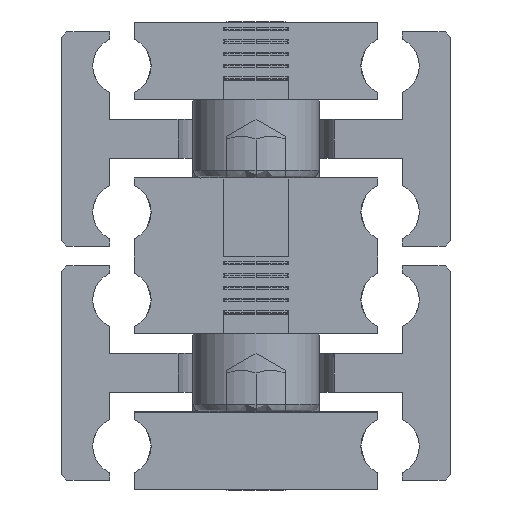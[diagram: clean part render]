
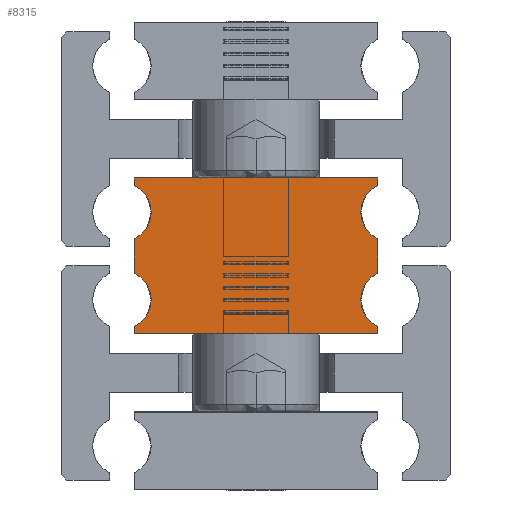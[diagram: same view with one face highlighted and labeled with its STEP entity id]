
A CAD part, front view. The second image highlights one B-rep face of the part: STEP entity #8315.
In plain terms, the highlighted planar face has unit normal (0, -1, 0).
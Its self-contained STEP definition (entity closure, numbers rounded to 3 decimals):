
#6158=CARTESIAN_POINT('',(-10.75,-575.0,0.));
#6159=VERTEX_POINT('',#6158);
#6168=CARTESIAN_POINT('',(-12.5,-575.0,2.727));
#6169=VERTEX_POINT('',#6168);
#6170=CARTESIAN_POINT('',(-13.75,-575.0,0.0));
#6171=DIRECTION('',(0.0,1.0,0.0));
#6172=DIRECTION('',(1.0,0.0,0.0));
#6173=AXIS2_PLACEMENT_3D('',#6170,#6171,#6172);
#6174=CIRCLE('',#6173,3.0);
#6175=EDGE_CURVE('',#6169,#6159,#6174,.T.);
#6307=CARTESIAN_POINT('',(12.5,-575.0,2.727));
#6308=VERTEX_POINT('',#6307);
#6315=CARTESIAN_POINT('',(10.75,-575.0,0.));
#6316=VERTEX_POINT('',#6315);
#6317=CARTESIAN_POINT('',(13.75,-575.0,0.0));
#6318=DIRECTION('',(0.0,1.0,0.0));
#6319=DIRECTION('',(1.0,0.0,0.0));
#6320=AXIS2_PLACEMENT_3D('',#6317,#6318,#6319);
#6321=CIRCLE('',#6320,3.0);
#6322=EDGE_CURVE('',#6316,#6308,#6321,.T.);
#6384=CARTESIAN_POINT('',(-10.75,-575.0,9.0));
#6385=VERTEX_POINT('',#6384);
#6394=CARTESIAN_POINT('',(-12.5,-575.0,11.727));
#6395=VERTEX_POINT('',#6394);
#6396=CARTESIAN_POINT('',(-13.75,-575.0,9.0));
#6397=DIRECTION('',(0.0,1.0,0.0));
#6398=DIRECTION('',(1.0,0.0,0.0));
#6399=AXIS2_PLACEMENT_3D('',#6396,#6397,#6398);
#6400=CIRCLE('',#6399,3.0);
#6401=EDGE_CURVE('',#6395,#6385,#6400,.T.);
#6533=CARTESIAN_POINT('',(12.5,-575.0,11.727));
#6534=VERTEX_POINT('',#6533);
#6541=CARTESIAN_POINT('',(10.75,-575.0,9.0));
#6542=VERTEX_POINT('',#6541);
#6543=CARTESIAN_POINT('',(13.75,-575.0,9.0));
#6544=DIRECTION('',(0.0,1.0,0.0));
#6545=DIRECTION('',(1.0,0.0,0.0));
#6546=AXIS2_PLACEMENT_3D('',#6543,#6544,#6545);
#6547=CIRCLE('',#6546,3.0);
#6548=EDGE_CURVE('',#6542,#6534,#6547,.T.);
#7290=CARTESIAN_POINT('',(0.,-575.0,-3.5));
#7291=VERTEX_POINT('',#7290);
#7585=CARTESIAN_POINT('',(12.5,-575.0,-3.5));
#7586=VERTEX_POINT('',#7585);
#7593=CARTESIAN_POINT('',(12.5,-575.0,-3.5));
#7594=DIRECTION('',(-1.0,0.0,0.0));
#7595=VECTOR('',#7594,12.5);
#7596=LINE('',#7593,#7595);
#7597=EDGE_CURVE('',#7586,#7291,#7596,.T.);
#7602=CARTESIAN_POINT('',(-12.5,-575.0,-3.5));
#7603=VERTEX_POINT('',#7602);
#7604=CARTESIAN_POINT('',(0.,-575.0,-3.5));
#7605=DIRECTION('',(-1.0,0.0,0.0));
#7606=VECTOR('',#7605,12.5);
#7607=LINE('',#7604,#7606);
#7608=EDGE_CURVE('',#7291,#7603,#7607,.T.);
#7802=CARTESIAN_POINT('',(12.5,-575.0,12.5));
#7803=VERTEX_POINT('',#7802);
#7810=CARTESIAN_POINT('',(12.5,-575.0,12.5));
#7811=DIRECTION('',(0.0,0.0,-1.0));
#7812=VECTOR('',#7811,0.773);
#7813=LINE('',#7810,#7812);
#7814=EDGE_CURVE('',#7803,#6534,#7813,.T.);
#7827=CARTESIAN_POINT('',(12.5,-575.0,6.273));
#7828=VERTEX_POINT('',#7827);
#7835=CARTESIAN_POINT('',(12.5,-575.0,6.273));
#7836=DIRECTION('',(0.0,0.0,-1.0));
#7837=VECTOR('',#7836,3.546);
#7838=LINE('',#7835,#7837);
#7839=EDGE_CURVE('',#7828,#6308,#7838,.T.);
#8008=CARTESIAN_POINT('',(12.5,-575.0,-2.727));
#8009=VERTEX_POINT('',#8008);
#8016=CARTESIAN_POINT('',(12.5,-575.0,-2.727));
#8017=DIRECTION('',(0.0,0.0,-1.0));
#8018=VECTOR('',#8017,0.773);
#8019=LINE('',#8016,#8018);
#8020=EDGE_CURVE('',#8009,#7586,#8019,.T.);
#8049=CARTESIAN_POINT('',(13.75,-575.0,9.0));
#8050=DIRECTION('',(0.0,1.0,0.0));
#8051=DIRECTION('',(1.0,0.0,0.0));
#8052=AXIS2_PLACEMENT_3D('',#8049,#8050,#8051);
#8053=CIRCLE('',#8052,3.0);
#8054=EDGE_CURVE('',#7828,#6542,#8053,.T.);
#8089=CARTESIAN_POINT('',(-12.5,-575.0,6.273));
#8090=VERTEX_POINT('',#8089);
#8097=CARTESIAN_POINT('',(-13.75,-575.0,9.0));
#8098=DIRECTION('',(0.0,1.0,0.0));
#8099=DIRECTION('',(1.0,0.0,0.0));
#8100=AXIS2_PLACEMENT_3D('',#8097,#8098,#8099);
#8101=CIRCLE('',#8100,3.0);
#8102=EDGE_CURVE('',#6385,#8090,#8101,.T.);
#8120=CARTESIAN_POINT('',(-12.5,-575.0,2.727));
#8121=DIRECTION('',(0.0,0.0,1.0));
#8122=VECTOR('',#8121,3.546);
#8123=LINE('',#8120,#8122);
#8124=EDGE_CURVE('',#6169,#8090,#8123,.T.);
#8201=CARTESIAN_POINT('',(13.75,-575.0,0.0));
#8202=DIRECTION('',(0.0,1.0,0.0));
#8203=DIRECTION('',(1.0,0.0,0.0));
#8204=AXIS2_PLACEMENT_3D('',#8201,#8202,#8203);
#8205=CIRCLE('',#8204,3.0);
#8206=EDGE_CURVE('',#8009,#6316,#8205,.T.);
#8227=CARTESIAN_POINT('',(-12.5,-575.0,-2.727));
#8228=VERTEX_POINT('',#8227);
#8235=CARTESIAN_POINT('',(-13.75,-575.0,0.0));
#8236=DIRECTION('',(0.0,1.0,0.0));
#8237=DIRECTION('',(1.0,0.0,0.0));
#8238=AXIS2_PLACEMENT_3D('',#8235,#8236,#8237);
#8239=CIRCLE('',#8238,3.0);
#8240=EDGE_CURVE('',#6159,#8228,#8239,.T.);
#8253=CARTESIAN_POINT('',(-12.5,-575.0,-3.5));
#8254=DIRECTION('',(0.0,0.0,1.0));
#8255=VECTOR('',#8254,0.773);
#8256=LINE('',#8253,#8255);
#8257=EDGE_CURVE('',#7603,#8228,#8256,.T.);
#8268=CARTESIAN_POINT('',(-12.5,-575.0,12.5));
#8269=VERTEX_POINT('',#8268);
#8270=CARTESIAN_POINT('',(-12.5,-575.0,11.727));
#8271=DIRECTION('',(0.0,0.0,1.0));
#8272=VECTOR('',#8271,0.773);
#8273=LINE('',#8270,#8272);
#8274=EDGE_CURVE('',#6395,#8269,#8273,.T.);
#8286=CARTESIAN_POINT('',(0.,-575.0,4.5));
#8287=DIRECTION('',(0.0,1.0,0.0));
#8288=DIRECTION('',(0.0,0.0,1.0));
#8289=AXIS2_PLACEMENT_3D('',#8286,#8287,#8288);
#8290=PLANE('',#8289);
#8291=ORIENTED_EDGE('',*,*,#8054,.T.);
#8292=ORIENTED_EDGE('',*,*,#6548,.T.);
#8293=ORIENTED_EDGE('',*,*,#7814,.F.);
#8294=CARTESIAN_POINT('',(-12.5,-575.0,12.5));
#8295=DIRECTION('',(1.0,0.0,0.0));
#8296=VECTOR('',#8295,25.);
#8297=LINE('',#8294,#8296);
#8298=EDGE_CURVE('',#8269,#7803,#8297,.T.);
#8299=ORIENTED_EDGE('',*,*,#8298,.F.);
#8300=ORIENTED_EDGE('',*,*,#8274,.F.);
#8301=ORIENTED_EDGE('',*,*,#6401,.T.);
#8302=ORIENTED_EDGE('',*,*,#8102,.T.);
#8303=ORIENTED_EDGE('',*,*,#8124,.F.);
#8304=ORIENTED_EDGE('',*,*,#6175,.T.);
#8305=ORIENTED_EDGE('',*,*,#8240,.T.);
#8306=ORIENTED_EDGE('',*,*,#8257,.F.);
#8307=ORIENTED_EDGE('',*,*,#7608,.F.);
#8308=ORIENTED_EDGE('',*,*,#7597,.F.);
#8309=ORIENTED_EDGE('',*,*,#8020,.F.);
#8310=ORIENTED_EDGE('',*,*,#8206,.T.);
#8311=ORIENTED_EDGE('',*,*,#6322,.T.);
#8312=ORIENTED_EDGE('',*,*,#7839,.F.);
#8313=EDGE_LOOP('',(#8291,#8292,#8293,#8299,#8300,#8301,#8302,#8303,#8304,#8305,#8306,#8307,#8308,#8309,#8310,#8311,#8312));
#8314=FACE_OUTER_BOUND('',#8313,.T.);
#8315=ADVANCED_FACE('',(#8314),#8290,.F.);
